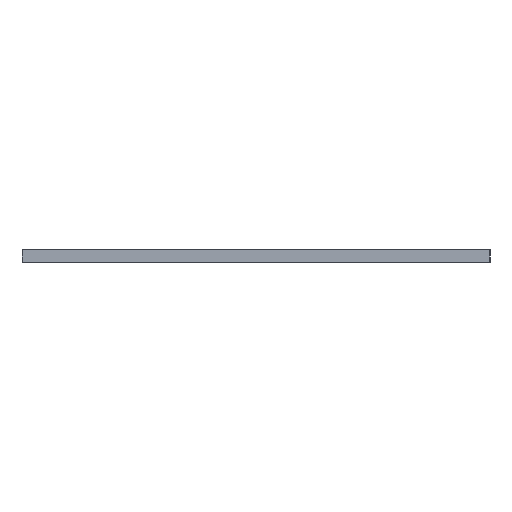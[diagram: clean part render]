
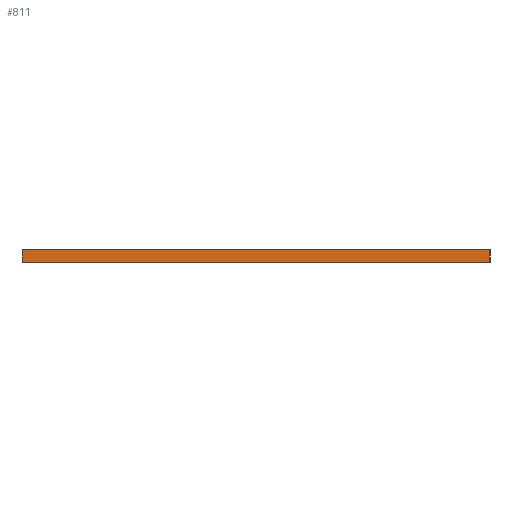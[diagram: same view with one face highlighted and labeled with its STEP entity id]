
A CAD part, left-side view. The second image highlights one B-rep face of the part: STEP entity #811.
In plain terms, the highlighted planar face has unit normal (-1, 0, 0).
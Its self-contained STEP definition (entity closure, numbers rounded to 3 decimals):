
#1=DIRECTION('',(0.,-1.,0.));
#2=VECTOR('',#1,30.);
#3=CARTESIAN_POINT('',(-95.,15.,0.));
#4=LINE('',#3,#2);
#181=DIRECTION('',(0.,0.,1.));
#182=VECTOR('',#181,0.8);
#183=CARTESIAN_POINT('',(-95.,15.,0.));
#184=LINE('',#183,#182);
#193=DIRECTION('',(0.,0.,1.));
#194=VECTOR('',#193,0.8);
#195=CARTESIAN_POINT('',(-95.,-15.,0.));
#196=LINE('',#195,#194);
#197=DIRECTION('',(0.,-1.,0.));
#198=VECTOR('',#197,30.);
#199=CARTESIAN_POINT('',(-95.,15.,0.8));
#200=LINE('',#199,#198);
#521=CARTESIAN_POINT('',(-95.,15.,0.));
#522=CARTESIAN_POINT('',(-95.,-15.,0.));
#523=VERTEX_POINT('',#521);
#524=VERTEX_POINT('',#522);
#529=CARTESIAN_POINT('',(-95.,15.,0.8));
#530=CARTESIAN_POINT('',(-95.,-15.,0.8));
#531=VERTEX_POINT('',#529);
#532=VERTEX_POINT('',#530);
#797=CARTESIAN_POINT('',(-95.,15.,0.));
#798=DIRECTION('',(-1.,0.,0.));
#799=DIRECTION('',(0.,-1.,0.));
#800=AXIS2_PLACEMENT_3D('',#797,#798,#799);
#801=PLANE('',#800);
#802=ORIENTED_EDGE('',*,*,#686,.F.);
#804=ORIENTED_EDGE('',*,*,#803,.T.);
#806=ORIENTED_EDGE('',*,*,#805,.T.);
#808=ORIENTED_EDGE('',*,*,#807,.F.);
#809=EDGE_LOOP('',(#802,#804,#806,#808));
#810=FACE_OUTER_BOUND('',#809,.F.);
#686=EDGE_CURVE('',#523,#524,#4,.T.);
#803=EDGE_CURVE('',#523,#531,#184,.T.);
#805=EDGE_CURVE('',#531,#532,#200,.T.);
#807=EDGE_CURVE('',#524,#532,#196,.T.);
#811=ADVANCED_FACE('',(#810),#801,.T.);
